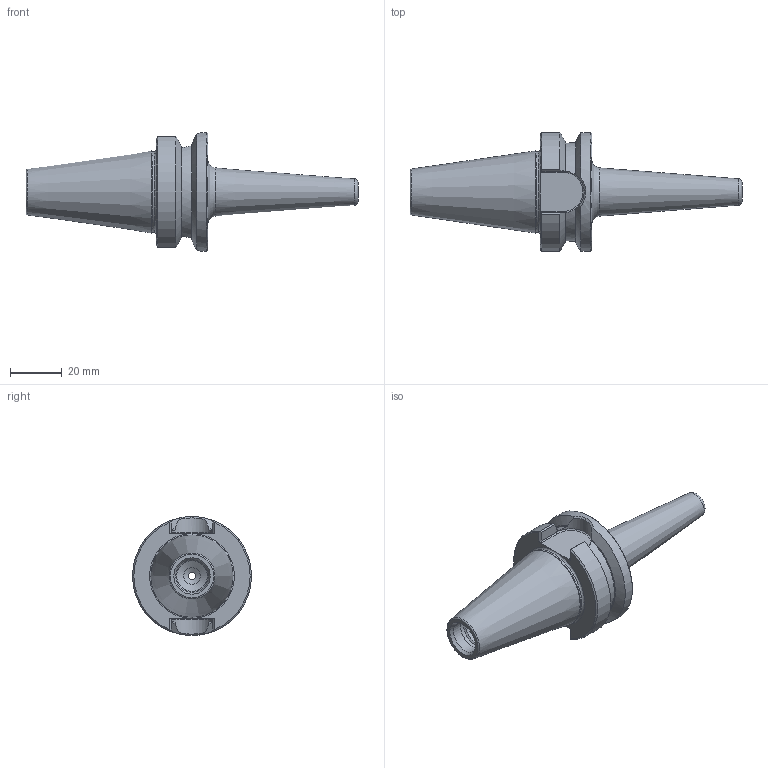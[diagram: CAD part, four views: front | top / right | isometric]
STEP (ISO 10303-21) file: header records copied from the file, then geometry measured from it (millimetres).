
FILE_DESCRIPTION((''),'2;1');
FILE_NAME('INT''BT30-M03SF80-9.iam.step','2010-04-20T10:20:01',(''),(''),'Autodesk Inventor 2009','Autodesk Inventor 2009','');
FILE_SCHEMA(('AUTOMOTIVE_DESIGN { 1 0 10303 214 1 1 1 1 }'));
Length unit declared in the file: millimetre
Products named in the file (2): BT30-M03SF80-9; BT30-M03SF80-9-1
Assembly tree (1 placements, depth 2):
  BT30-M03SF80-9
    BT30-M03SF80-9-1
Bounding box: 128.41 x 46 x 46 mm (x, y, z)
Volume: 53970.4 mm3; surface area: 15978.1 mm2
Topology: 1 solids, 1 shells, 68 faces, 174 edges, 109 vertices
Faces by surface type: plane 23, cylinder 18, cone 13, bspline 12, torus 2
Full cylindrical faces by diameter (mm): 2.987 x1, 13.122 x1, 31.242 x1, 45.999 x1
Entity records: 2439 total; most frequent: CARTESIAN_POINT 867, ORIENTED_EDGE 294, DIRECTION 284, EDGE_CURVE 147, AXIS2_PLACEMENT_3D 116, VERTEX_POINT 103, EDGE_LOOP 92, FACE_OUTER_BOUND 68
